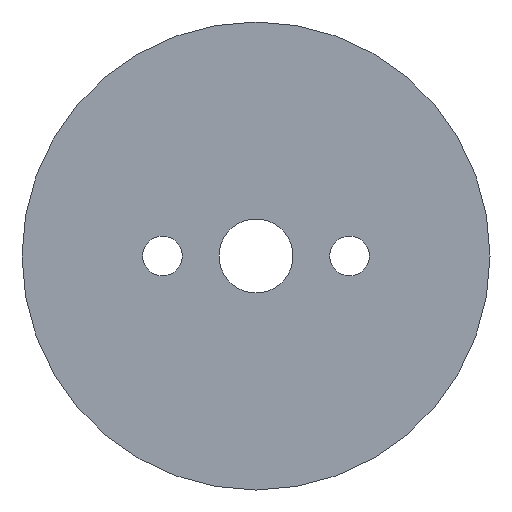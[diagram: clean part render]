
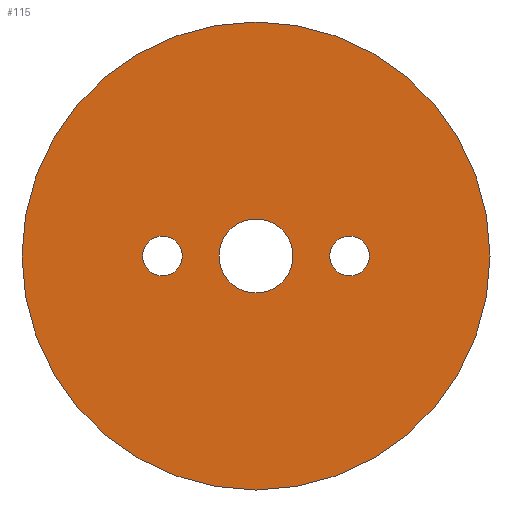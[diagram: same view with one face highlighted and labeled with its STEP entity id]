
A CAD part, front view. The second image highlights one B-rep face of the part: STEP entity #115.
In plain terms, the highlighted planar face has unit normal (0, -1, 0).
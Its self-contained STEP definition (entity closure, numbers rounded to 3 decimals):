
#27=FACE_BOUND('',#40,.T.);
#28=FACE_BOUND('',#41,.T.);
#29=FACE_BOUND('',#42,.T.);
#33=FACE_OUTER_BOUND('',#39,.T.);
#39=EDGE_LOOP('',(#85));
#40=EDGE_LOOP('',(#86));
#41=EDGE_LOOP('',(#87));
#42=EDGE_LOOP('',(#88));
#51=CIRCLE('',#136,25.);
#52=CIRCLE('',#137,3.95);
#53=CIRCLE('',#138,2.117);
#54=CIRCLE('',#139,2.117);
#61=VERTEX_POINT('',#191);
#62=VERTEX_POINT('',#193);
#63=VERTEX_POINT('',#195);
#64=VERTEX_POINT('',#197);
#71=EDGE_CURVE('',#61,#61,#51,.T.);
#72=EDGE_CURVE('',#62,#62,#52,.T.);
#73=EDGE_CURVE('',#63,#63,#53,.T.);
#74=EDGE_CURVE('',#64,#64,#54,.T.);
#85=ORIENTED_EDGE('',*,*,#71,.T.);
#86=ORIENTED_EDGE('',*,*,#72,.T.);
#87=ORIENTED_EDGE('',*,*,#73,.T.);
#88=ORIENTED_EDGE('',*,*,#74,.T.);
#113=PLANE('',#135);
#115=ADVANCED_FACE('',(#33,#27,#28,#29),#113,.F.);
#135=AXIS2_PLACEMENT_3D('',#190,#153,#154);
#136=AXIS2_PLACEMENT_3D('',#192,#155,#156);
#137=AXIS2_PLACEMENT_3D('',#194,#157,#158);
#138=AXIS2_PLACEMENT_3D('',#196,#159,#160);
#139=AXIS2_PLACEMENT_3D('',#198,#161,#162);
#153=DIRECTION('center_axis',(0.,1.,0.));
#154=DIRECTION('ref_axis',(1.,0.,0.));
#155=DIRECTION('center_axis',(0.,-1.,0.));
#156=DIRECTION('ref_axis',(1.,0.,0.));
#157=DIRECTION('center_axis',(0.,1.,0.));
#158=DIRECTION('ref_axis',(1.,0.,0.));
#159=DIRECTION('center_axis',(0.,1.,0.));
#160=DIRECTION('ref_axis',(1.,0.,0.));
#161=DIRECTION('center_axis',(0.,1.,0.));
#162=DIRECTION('ref_axis',(1.,0.,0.));
#190=CARTESIAN_POINT('Origin',(0.,2.,0.));
#191=CARTESIAN_POINT('',(-25.,2.,0.));
#192=CARTESIAN_POINT('Origin',(0.,2.,0.));
#193=CARTESIAN_POINT('',(-3.95,2.,0.));
#194=CARTESIAN_POINT('Origin',(0.,2.,0.));
#195=CARTESIAN_POINT('',(-12.117,2.,0.));
#196=CARTESIAN_POINT('Origin',(-10.,2.,0.));
#197=CARTESIAN_POINT('',(7.883,2.,0.));
#198=CARTESIAN_POINT('Origin',(10.,2.,0.));
